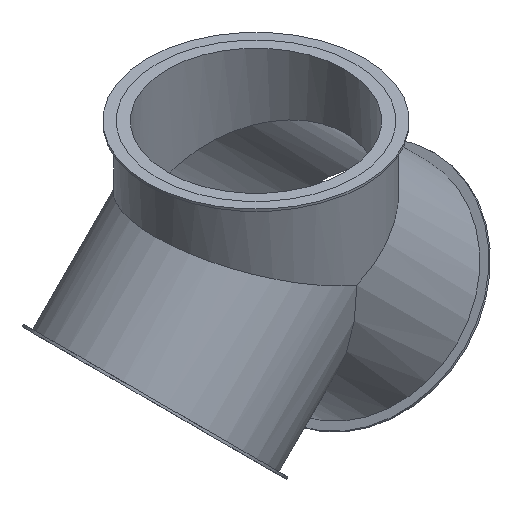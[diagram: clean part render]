
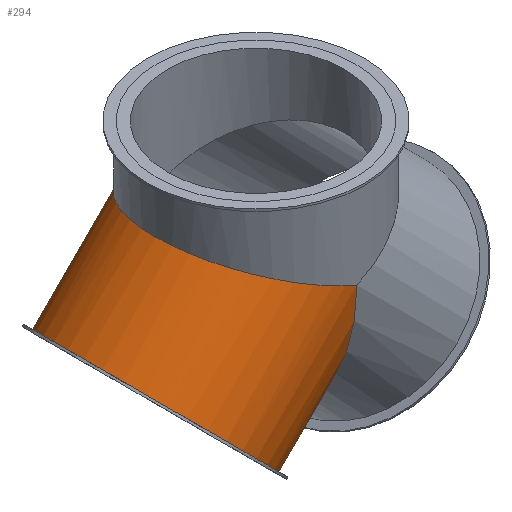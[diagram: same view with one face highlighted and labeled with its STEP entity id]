
A CAD part, isometric view. The second image highlights one B-rep face of the part: STEP entity #294.
In plain terms, the highlighted cylindrical face has radius 101 mm (diameter 202 mm), a full revolution.
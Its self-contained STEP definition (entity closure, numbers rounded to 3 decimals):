
#37=FACE_BOUND('',#99,.T.);
#62=ELLIPSE('',#326,142.836,101.);
#63=ELLIPSE('',#327,109.322,101.);
#73=FACE_OUTER_BOUND('',#98,.T.);
#98=EDGE_LOOP('',(#221));
#99=EDGE_LOOP('',(#222,#223));
#145=CIRCLE('',#325,101.);
#165=VERTEX_POINT('',#505);
#166=VERTEX_POINT('',#507);
#167=VERTEX_POINT('',#508);
#191=EDGE_CURVE('',#165,#165,#145,.T.);
#192=EDGE_CURVE('',#166,#167,#62,.T.);
#193=EDGE_CURVE('',#167,#166,#63,.T.);
#221=ORIENTED_EDGE('',*,*,#191,.F.);
#222=ORIENTED_EDGE('',*,*,#192,.F.);
#223=ORIENTED_EDGE('',*,*,#193,.F.);
#279=CYLINDRICAL_SURFACE('',#324,101.);
#294=ADVANCED_FACE('',(#73,#37),#279,.T.);
#324=AXIS2_PLACEMENT_3D('',#504,#388,#389);
#325=AXIS2_PLACEMENT_3D('',#506,#390,#391);
#326=AXIS2_PLACEMENT_3D('',#509,#392,#393);
#327=AXIS2_PLACEMENT_3D('',#510,#394,#395);
#388=DIRECTION('center_axis',(0.707,0.,0.707));
#389=DIRECTION('ref_axis',(0.707,0.,-0.707));
#390=DIRECTION('center_axis',(-0.707,0.,-0.707));
#391=DIRECTION('ref_axis',(-0.707,0.,0.707));
#392=DIRECTION('center_axis',(1.,0.,0.));
#393=DIRECTION('ref_axis',(0.,0.,-1.));
#394=DIRECTION('center_axis',(0.383,0.,0.924));
#395=DIRECTION('ref_axis',(-0.924,0.,0.383));
#504=CARTESIAN_POINT('Origin',(-101.823,0.,-193.823));
#505=CARTESIAN_POINT('',(-28.991,0.,-263.827));
#506=CARTESIAN_POINT('Origin',(-100.409,0.,-192.409));
#507=CARTESIAN_POINT('',(0.,-101.,-92.));
#508=CARTESIAN_POINT('',(0.,101.,-92.));
#509=CARTESIAN_POINT('Origin',(0.,0.,-92.));
#510=CARTESIAN_POINT('Origin',(0.,0.,-92.));
